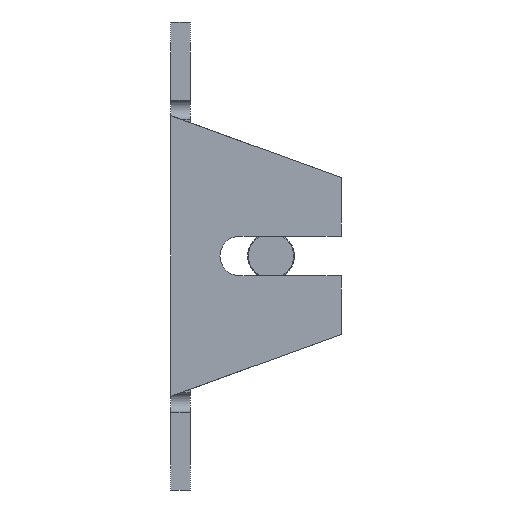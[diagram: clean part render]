
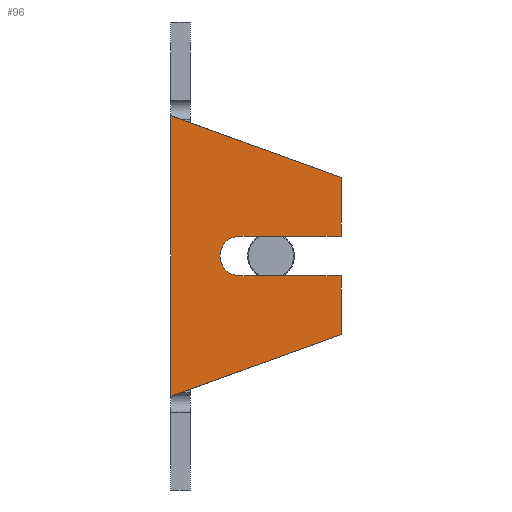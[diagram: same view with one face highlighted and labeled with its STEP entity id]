
A CAD part, left-side view. The second image highlights one B-rep face of the part: STEP entity #96.
In plain terms, the highlighted planar face has unit normal (-1, 0, 0).
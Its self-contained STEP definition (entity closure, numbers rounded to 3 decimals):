
#96 = ADVANCED_FACE( '', ( #192 ), #193, .F. );
#192 = FACE_OUTER_BOUND( '', #351, .T. );
#193 = PLANE( '', #352 );
#351 = EDGE_LOOP( '', ( #662, #663, #664, #665, #666, #667, #668, #669, #670, #671, #672, #673 ) );
#352 = AXIS2_PLACEMENT_3D( '', #674, #675, #676 );
#662 = ORIENTED_EDGE( '', *, *, #1192, .F. );
#663 = ORIENTED_EDGE( '', *, *, #1166, .F. );
#664 = ORIENTED_EDGE( '', *, *, #1162, .F. );
#665 = ORIENTED_EDGE( '', *, *, #1189, .F. );
#666 = ORIENTED_EDGE( '', *, *, #1193, .F. );
#667 = ORIENTED_EDGE( '', *, *, #1175, .F. );
#668 = ORIENTED_EDGE( '', *, *, #1171, .T. );
#669 = ORIENTED_EDGE( '', *, *, #1191, .F. );
#670 = ORIENTED_EDGE( '', *, *, #1194, .F. );
#671 = ORIENTED_EDGE( '', *, *, #1177, .F. );
#672 = ORIENTED_EDGE( '', *, *, #1180, .F. );
#673 = ORIENTED_EDGE( '', *, *, #1183, .F. );
#674 = CARTESIAN_POINT( '', ( -31.75, 8., 0. ) );
#675 = DIRECTION( '', ( 1., 0., 0. ) );
#676 = DIRECTION( '', ( 0., 0., -1. ) );
#1162 = EDGE_CURVE( '', #1421, #1422, #1423, .T. );
#1166 = EDGE_CURVE( '', #1422, #1429, #1430, .T. );
#1171 = EDGE_CURVE( '', #1438, #1439, #1440, .T. );
#1175 = EDGE_CURVE( '', #1438, #1341, #1446, .T. );
#1177 = EDGE_CURVE( '', #1448, #1356, #1449, .T. );
#1180 = EDGE_CURVE( '', #1453, #1448, #1454, .T. );
#1183 = EDGE_CURVE( '', #1458, #1453, #1459, .T. );
#1189 = EDGE_CURVE( '', #1359, #1421, #1468, .T. );
#1191 = EDGE_CURVE( '', #1346, #1439, #1470, .T. );
#1192 = EDGE_CURVE( '', #1429, #1458, #1471, .T. );
#1193 = EDGE_CURVE( '', #1341, #1359, #1472, .T. );
#1194 = EDGE_CURVE( '', #1356, #1346, #1473, .T. );
#1341 = VERTEX_POINT( '', #1699 );
#1346 = VERTEX_POINT( '', #1705 );
#1356 = VERTEX_POINT( '', #1719 );
#1359 = VERTEX_POINT( '', #1724 );
#1421 = VERTEX_POINT( '', #1823 );
#1422 = VERTEX_POINT( '', #1824 );
#1423 = LINE( '', #1825, #1826 );
#1429 = VERTEX_POINT( '', #1835 );
#1430 = LINE( '', #1836, #1837 );
#1438 = VERTEX_POINT( '', #1849 );
#1439 = VERTEX_POINT( '', #1850 );
#1440 = CIRCLE( '', #1851, 5.1 );
#1446 = LINE( '', #1859, #1860 );
#1448 = VERTEX_POINT( '', #1863 );
#1449 = LINE( '', #1864, #1865 );
#1453 = VERTEX_POINT( '', #1871 );
#1454 = LINE( '', #1872, #1873 );
#1458 = VERTEX_POINT( '', #1879 );
#1459 = LINE( '', #1880, #1881 );
#1468 = LINE( '', #1895, #1896 );
#1470 = LINE( '', #1899, #1900 );
#1471 = LINE( '', #1901, #1902 );
#1472 = LINE( '', #1903, #1904 );
#1473 = LINE( '', #1905, #1906 );
#1699 = CARTESIAN_POINT( '', ( -31.75, 3.161, -5.1 ) );
#1705 = CARTESIAN_POINT( '', ( -31.75, 3.161, 5.1 ) );
#1719 = CARTESIAN_POINT( '', ( -31.75, -3.161, 5.1 ) );
#1724 = CARTESIAN_POINT( '', ( -31.75, -3.161, -5.1 ) );
#1823 = CARTESIAN_POINT( '', ( -31.75, -18., -5.1 ) );
#1824 = CARTESIAN_POINT( '', ( -31.75, -18., -20.1 ) );
#1825 = CARTESIAN_POINT( '', ( -31.75, -18., -5.1 ) );
#1826 = VECTOR( '', #2221, 1000. );
#1835 = CARTESIAN_POINT( '', ( -31.75, 25.7, -36.005 ) );
#1836 = CARTESIAN_POINT( '', ( -31.75, -18., -20.1 ) );
#1837 = VECTOR( '', #2225, 1000. );
#1849 = CARTESIAN_POINT( '', ( -31.75, 8., -5.1 ) );
#1850 = CARTESIAN_POINT( '', ( -31.75, 8., 5.1 ) );
#1851 = AXIS2_PLACEMENT_3D( '', #2230, #2231, #2232 );
#1859 = CARTESIAN_POINT( '', ( -31.75, 8., -5.1 ) );
#1860 = VECTOR( '', #2238, 1000. );
#1863 = CARTESIAN_POINT( '', ( -31.75, -18., 5.1 ) );
#1864 = CARTESIAN_POINT( '', ( -31.75, -18., 5.1 ) );
#1865 = VECTOR( '', #2240, 1000. );
#1871 = CARTESIAN_POINT( '', ( -31.75, -18., 20.1 ) );
#1872 = CARTESIAN_POINT( '', ( -31.75, -18., 20.1 ) );
#1873 = VECTOR( '', #2243, 1000. );
#1879 = CARTESIAN_POINT( '', ( -31.75, 25.7, 36.005 ) );
#1880 = CARTESIAN_POINT( '', ( -31.75, 25.7, 36.005 ) );
#1881 = VECTOR( '', #2246, 1000. );
#1895 = CARTESIAN_POINT( '', ( -31.75, 8., -5.1 ) );
#1896 = VECTOR( '', #2252, 1000. );
#1899 = CARTESIAN_POINT( '', ( -31.75, -18., 5.1 ) );
#1900 = VECTOR( '', #2254, 1000. );
#1901 = CARTESIAN_POINT( '', ( -31.75, 25.7, -36.005 ) );
#1902 = VECTOR( '', #2255, 1000. );
#1903 = CARTESIAN_POINT( '', ( -31.75, 3.161, -5.1 ) );
#1904 = VECTOR( '', #2256, 1000. );
#1905 = CARTESIAN_POINT( '', ( -31.75, -18., 5.1 ) );
#1906 = VECTOR( '', #2257, 1000. );
#2221 = DIRECTION( '', ( 0., 0., -1. ) );
#2225 = DIRECTION( '', ( 0., 0.94, -0.342 ) );
#2230 = CARTESIAN_POINT( '', ( -31.75, 8., 0. ) );
#2231 = DIRECTION( '', ( 1., 0., 0. ) );
#2232 = DIRECTION( '', ( 0., 0., -1. ) );
#2238 = DIRECTION( '', ( 0., -1., 0. ) );
#2240 = DIRECTION( '', ( 0., 1., 0. ) );
#2243 = DIRECTION( '', ( 0., 0., -1. ) );
#2246 = DIRECTION( '', ( 0., -0.94, -0.342 ) );
#2252 = DIRECTION( '', ( 0., -1., 0. ) );
#2254 = DIRECTION( '', ( 0., 1., 0. ) );
#2255 = DIRECTION( '', ( 0., 0., 1. ) );
#2256 = DIRECTION( '', ( 0., -1., 0. ) );
#2257 = DIRECTION( '', ( 0., 1., 0. ) );
